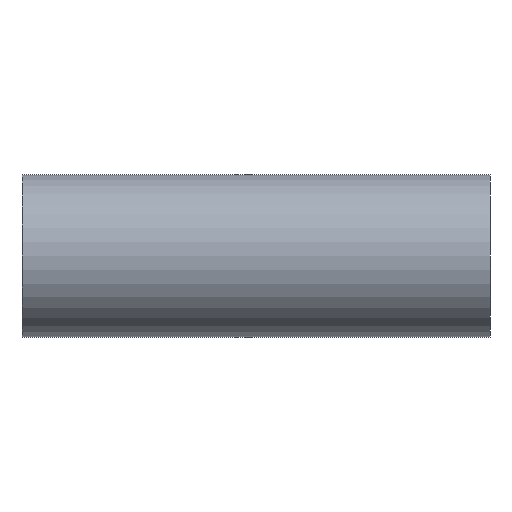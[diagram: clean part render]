
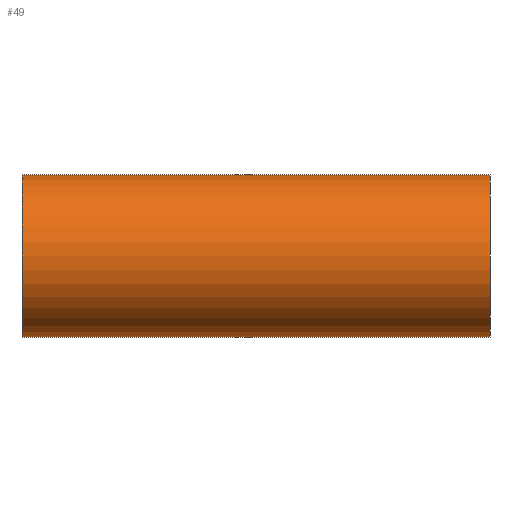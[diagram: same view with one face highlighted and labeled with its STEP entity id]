
A CAD part, left-side view. The second image highlights one B-rep face of the part: STEP entity #49.
In plain terms, the highlighted cylindrical face has radius 13 mm (diameter 26 mm), a partial arc.
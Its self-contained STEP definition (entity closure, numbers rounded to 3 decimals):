
#6 = DIRECTION ( 'NONE',  ( 0., 0., 1. ) ) ;
#11 = VERTEX_POINT ( 'NONE', #230 ) ;
#16 = CARTESIAN_POINT ( 'NONE',  ( 0., 75., 0. ) ) ;
#20 = EDGE_CURVE ( 'NONE', #28, #11, #154, .T. ) ;
#21 = EDGE_CURVE ( 'NONE', #28, #105, #131, .T. ) ;
#22 = CIRCLE ( 'NONE', #45, 13. ) ;
#23 = DIRECTION ( 'NONE',  ( 0., 0., -1. ) ) ;
#28 = VERTEX_POINT ( 'NONE', #228 ) ;
#33 = DIRECTION ( 'NONE',  ( 0., -1., 0. ) ) ;
#35 = DIRECTION ( 'NONE',  ( 0., -1., 0. ) ) ;
#44 = VECTOR ( 'NONE', #204, 1000. ) ;
#45 = AXIS2_PLACEMENT_3D ( 'NONE', #142, #141, #6 ) ;
#49 = ADVANCED_FACE ( 'NONE', ( #61 ), #180, .T. ) ;
#57 = CARTESIAN_POINT ( 'NONE',  ( 0., 0., 13. ) ) ;
#58 = ORIENTED_EDGE ( 'NONE', *, *, #233, .T. ) ;
#61 = FACE_OUTER_BOUND ( 'NONE', #82, .T. ) ;
#67 = LINE ( 'NONE', #106, #87 ) ;
#82 = EDGE_LOOP ( 'NONE', ( #200, #171, #222, #58 ) ) ;
#87 = VECTOR ( 'NONE', #33, 1000. ) ;
#98 = AXIS2_PLACEMENT_3D ( 'NONE', #192, #133, #170 ) ;
#105 = VERTEX_POINT ( 'NONE', #173 ) ;
#106 = CARTESIAN_POINT ( 'NONE',  ( 0., 75., 13. ) ) ;
#109 = VERTEX_POINT ( 'NONE', #57 ) ;
#131 = LINE ( 'NONE', #239, #44 ) ;
#133 = DIRECTION ( 'NONE',  ( 0., 1., 0. ) ) ;
#137 = EDGE_CURVE ( 'NONE', #11, #109, #67, .T. ) ;
#139 = AXIS2_PLACEMENT_3D ( 'NONE', #16, #35, #23 ) ;
#141 = DIRECTION ( 'NONE',  ( 0., 1., 0. ) ) ;
#142 = CARTESIAN_POINT ( 'NONE',  ( 0., 0., 0. ) ) ;
#154 = CIRCLE ( 'NONE', #98, 13. ) ;
#170 = DIRECTION ( 'NONE',  ( 0., 0., 1. ) ) ;
#171 = ORIENTED_EDGE ( 'NONE', *, *, #20, .F. ) ;
#173 = CARTESIAN_POINT ( 'NONE',  ( 0., 0., -13. ) ) ;
#180 = CYLINDRICAL_SURFACE ( 'NONE', #139, 13. ) ;
#192 = CARTESIAN_POINT ( 'NONE',  ( 0., 75., 0. ) ) ;
#200 = ORIENTED_EDGE ( 'NONE', *, *, #137, .F. ) ;
#204 = DIRECTION ( 'NONE',  ( 0., -1., 0. ) ) ;
#222 = ORIENTED_EDGE ( 'NONE', *, *, #21, .T. ) ;
#228 = CARTESIAN_POINT ( 'NONE',  ( 0., 75., -13. ) ) ;
#230 = CARTESIAN_POINT ( 'NONE',  ( 0., 75., 13. ) ) ;
#233 = EDGE_CURVE ( 'NONE', #105, #109, #22, .T. ) ;
#239 = CARTESIAN_POINT ( 'NONE',  ( 0., 75., -13. ) ) ;
